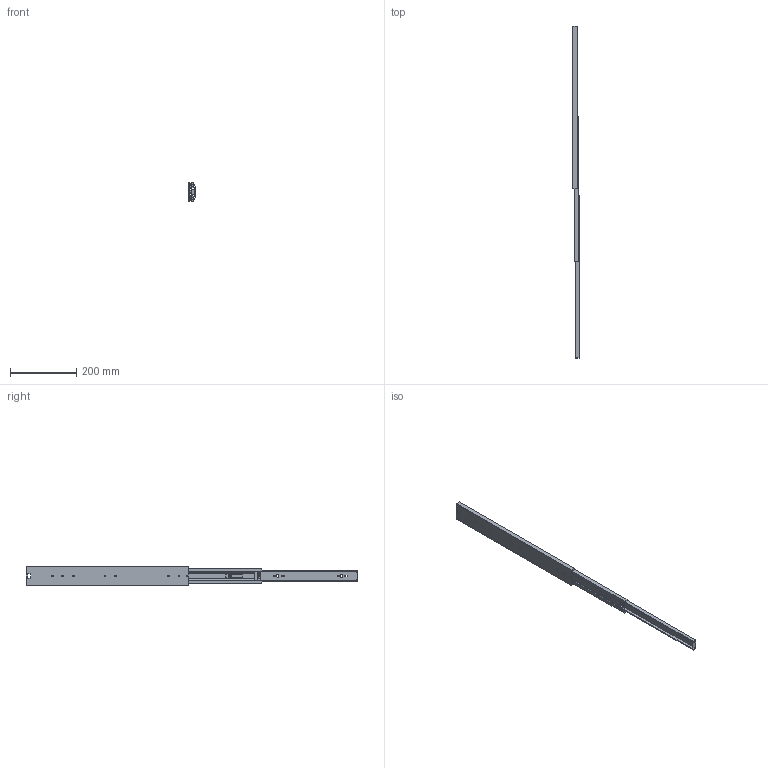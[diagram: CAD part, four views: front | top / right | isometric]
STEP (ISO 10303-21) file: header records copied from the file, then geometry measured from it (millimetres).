
FILE_DESCRIPTION (( 'STEP AP214' ), '1' );
FILE_NAME ('TSS5819TTO-500.STEP', '2022-11-17T12:29:23', ( '' ), ( '' ), 'SwSTEP 2.0', 'SolidWorks 2021', '' );
FILE_SCHEMA (( 'AUTOMOTIVE_DESIGN' ));
Length unit declared in the file: millimetre
Products named in the file (5): TSS5819TTO-500; DEFAULT-1.igs; DEFAULT-0.igs; TSS5819TTO-500.igs; DEFAULT.igs
Assembly tree (4 placements, depth 3):
  TSS5819TTO-500
    TSS5819TTO-500.igs
      DEFAULT.igs
      DEFAULT-0.igs
      DEFAULT-1.igs
Bounding box: 18.9 x 1005 x 57.32 mm (x, y, z)
Volume: 217922.7 mm3; surface area: 191287.1 mm2
Topology: 3 solids, 3 shells, 238 faces, 673 edges, 448 vertices
Faces by surface type: bspline 238
Entity records: 13147 total; most frequent: CARTESIAN_POINT 8938, ORIENTED_EDGE 1346, EDGE_CURVE 673, B_SPLINE_CURVE_WITH_KNOTS 595, VERTEX_POINT 448, EDGE_LOOP 295, FACE_OUTER_BOUND 238, ADVANCED_FACE 238
